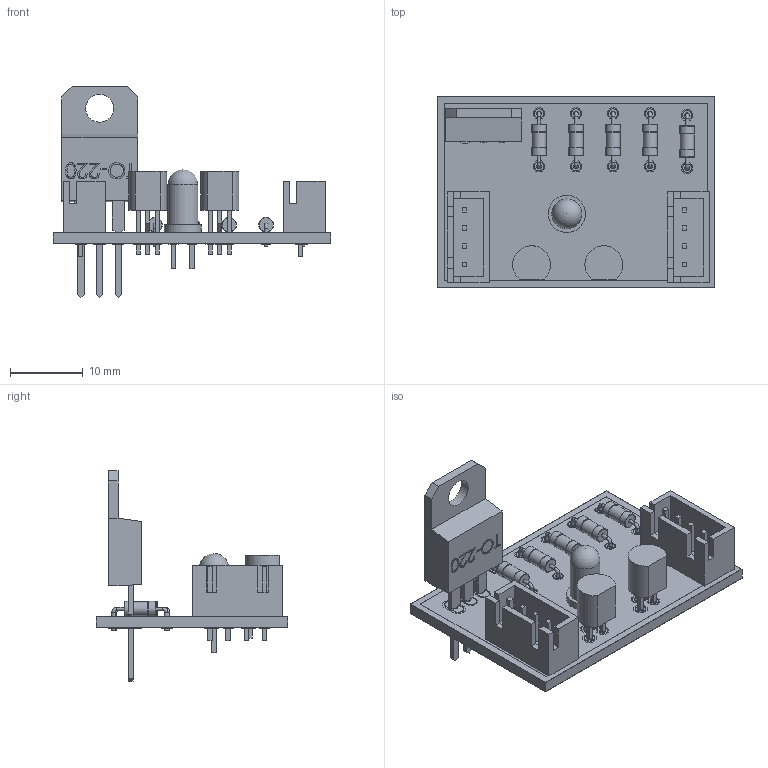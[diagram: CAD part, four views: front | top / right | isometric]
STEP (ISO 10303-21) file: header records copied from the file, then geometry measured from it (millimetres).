
FILE_DESCRIPTION(/* description */ (''),/* implementation_level */ '2;1');
FILE_NAME(/* name */ 'PCB Module 3D PCB v1.step',/* time_stamp */ '2024-06-26T18:04:16+05:30',/* author */ (''),/* organization */ (''),/* preprocessor_version */ 'ST-DEVELOPER v20',/* originating_system */ 'Autodesk Translation Framework v13.14.0.145',/* authorisation */ '');
FILE_SCHEMA (('AUTOMOTIVE_DESIGN { 1 0 10303 214 3 1 1 }'));
Products named in the file (13): PCB Module 3D PCB; Board; 1-copper; 16-copper; 1-soldermask; 16-soldermask; Packages; B4B-XH-A; B4B-XH-A v1; TO220V; TO92; RESAD724W46L381D178B; LED5MM
Assembly tree (18 placements, depth 4):
  PCB Module 3D PCB
    Board
    1-copper
    16-copper
    1-soldermask
    16-soldermask
    Packages
      B4B-XH-A  x2
        B4B-XH-A v1
      TO220V
      TO92  x2
      RESAD724W46L381D178B  x5
      LED5MM
Bounding box: 38.08 x 26.34 x 28.88 mm (x, y, z)
Volume: 3151.8 mm3; surface area: 11058.2 mm2
Topology: 140 solids, 140 shells, 2131 faces, 5401 edges, 3595 vertices
Faces by surface type: plane 1528, cylinder 533, torus 40, bspline 29, sphere 1
Full cylindrical faces by diameter (mm): 0.46 x20, 0.59 x50, 0.66 x40, 0.743 x40, 0.77 x40, 0.813 x32, 0.84 x32, 0.946 x15, 1.016 x12, 1.929 x5, 2.03 x10, 3.835 x1, 4.1 x1, 5.1 x1
Entity records: 62878 total; most frequent: CARTESIAN_POINT 12668, ORIENTED_EDGE 10032, DIRECTION 9931, EDGE_CURVE 5016, LINE 3927, VECTOR 3927, VERTEX_POINT 3343, AXIS2_PLACEMENT_3D 3002
